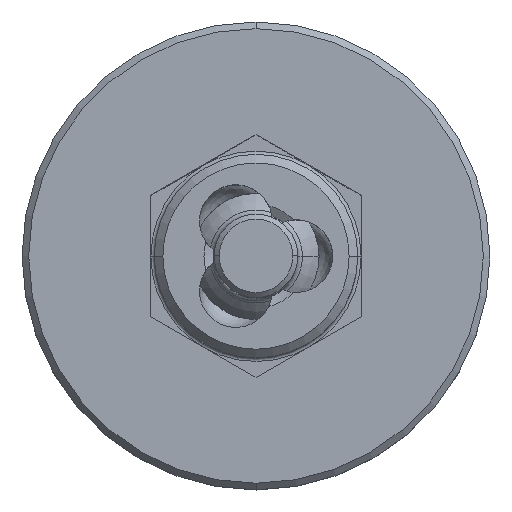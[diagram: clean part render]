
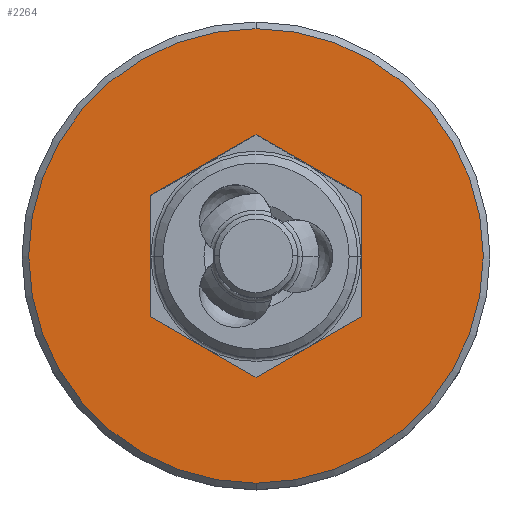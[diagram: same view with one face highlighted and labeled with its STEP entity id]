
A CAD part, top view. The second image highlights one B-rep face of the part: STEP entity #2264.
In plain terms, the highlighted planar face has unit normal (0, 0, 1).
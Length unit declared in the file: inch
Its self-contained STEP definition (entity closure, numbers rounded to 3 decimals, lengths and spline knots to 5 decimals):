
#483=DIRECTION('',(-0.866,-0.5,0.));
#484=VECTOR('',#483,0.18187);
#485=CARTESIAN_POINT('',(0.,0.18187,1.322));
#486=LINE('',#485,#484);
#487=DIRECTION('',(0.,-1.,0.));
#488=VECTOR('',#487,0.18187);
#489=CARTESIAN_POINT('',(-0.1575,0.09093,1.322));
#490=LINE('',#489,#488);
#491=DIRECTION('',(0.866,-0.5,0.));
#492=VECTOR('',#491,0.18187);
#493=CARTESIAN_POINT('',(-0.1575,-0.09093,1.322));
#494=LINE('',#493,#492);
#495=DIRECTION('',(0.866,0.5,0.));
#496=VECTOR('',#495,0.18187);
#497=CARTESIAN_POINT('',(0.,-0.18187,1.322));
#498=LINE('',#497,#496);
#499=DIRECTION('',(0.,1.,0.));
#500=VECTOR('',#499,0.18187);
#501=CARTESIAN_POINT('',(0.1575,-0.09093,1.322));
#502=LINE('',#501,#500);
#503=DIRECTION('',(-0.866,0.5,0.));
#504=VECTOR('',#503,0.18187);
#505=CARTESIAN_POINT('',(0.1575,0.09093,1.322));
#506=LINE('',#505,#504);
#507=CARTESIAN_POINT('',(0.,0.,1.322));
#508=DIRECTION('',(0.,0.,1.));
#509=DIRECTION('',(0.,-1.,0.));
#510=AXIS2_PLACEMENT_3D('',#507,#508,#509);
#525=CARTESIAN_POINT('',(0.,0.,1.322));
#526=DIRECTION('',(0.,0.,1.));
#527=DIRECTION('',(0.,1.,0.));
#528=AXIS2_PLACEMENT_3D('',#525,#526,#527);
#1483=CARTESIAN_POINT('',(0.,0.18187,1.322));
#1484=CARTESIAN_POINT('',(-0.1575,0.09093,1.322));
#1485=VERTEX_POINT('',#1483);
#1486=VERTEX_POINT('',#1484);
#1487=CARTESIAN_POINT('',(-0.1575,-0.09093,1.322));
#1488=VERTEX_POINT('',#1487);
#1489=CARTESIAN_POINT('',(0.,-0.18187,1.322));
#1490=VERTEX_POINT('',#1489);
#1491=CARTESIAN_POINT('',(0.1575,-0.09093,1.322));
#1492=VERTEX_POINT('',#1491);
#1493=CARTESIAN_POINT('',(0.1575,0.09093,1.322));
#1494=VERTEX_POINT('',#1493);
#1495=CARTESIAN_POINT('',(0.,0.3405,1.322));
#1496=CARTESIAN_POINT('',(0.,-0.3405,1.322));
#1497=VERTEX_POINT('',#1495);
#1498=VERTEX_POINT('',#1496);
#2245=CARTESIAN_POINT('',(0.,0.,1.322));
#2246=DIRECTION('',(0.,0.,1.));
#2247=DIRECTION('',(0.,1.,0.));
#2248=AXIS2_PLACEMENT_3D('',#2245,#2246,#2247);
#2249=PLANE('',#2248);
#2251=ORIENTED_EDGE('',*,*,#2250,.F.);
#2253=ORIENTED_EDGE('',*,*,#2252,.F.);
#2254=EDGE_LOOP('',(#2251,#2253));
#2255=FACE_OUTER_BOUND('',#2254,.F.);
#2256=ORIENTED_EDGE('',*,*,#2097,.T.);
#2257=ORIENTED_EDGE('',*,*,#2239,.T.);
#2258=ORIENTED_EDGE('',*,*,#2211,.T.);
#2259=ORIENTED_EDGE('',*,*,#2182,.T.);
#2260=ORIENTED_EDGE('',*,*,#2153,.T.);
#2261=ORIENTED_EDGE('',*,*,#2125,.T.);
#2262=EDGE_LOOP('',(#2256,#2257,#2258,#2259,#2260,#2261));
#2263=FACE_BOUND('',#2262,.F.);
#2264=ADVANCED_FACE('',(#2255,#2263),#2249,.T.);
#511=CIRCLE('',#510,0.3405);
#529=CIRCLE('',#528,0.3405);
#2097=EDGE_CURVE('',#1485,#1486,#486,.T.);
#2125=EDGE_CURVE('',#1494,#1485,#506,.T.);
#2153=EDGE_CURVE('',#1492,#1494,#502,.T.);
#2182=EDGE_CURVE('',#1490,#1492,#498,.T.);
#2211=EDGE_CURVE('',#1488,#1490,#494,.T.);
#2239=EDGE_CURVE('',#1486,#1488,#490,.T.);
#2250=EDGE_CURVE('',#1498,#1497,#511,.T.);
#2252=EDGE_CURVE('',#1497,#1498,#529,.T.);
